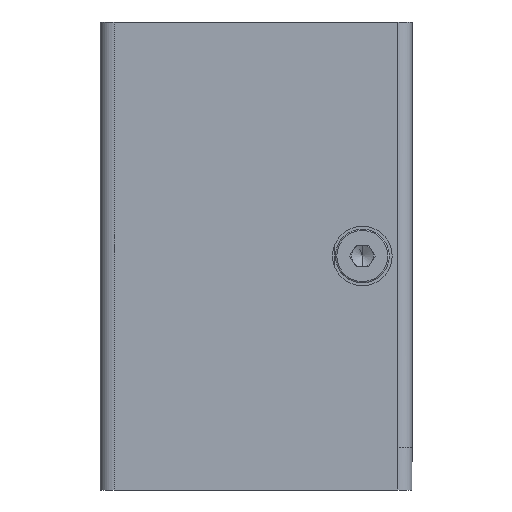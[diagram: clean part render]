
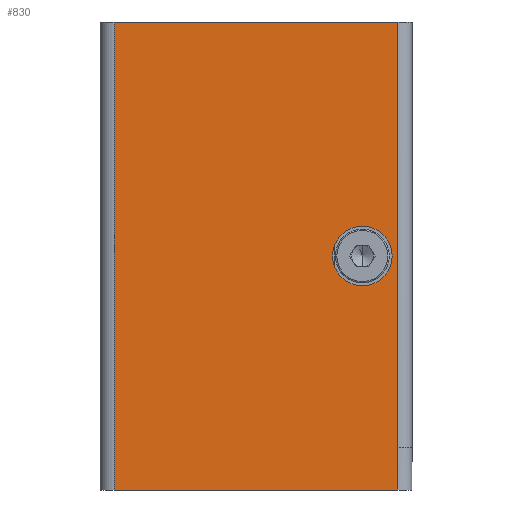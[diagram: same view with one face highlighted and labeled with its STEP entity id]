
A CAD part, left-side view. The second image highlights one B-rep face of the part: STEP entity #830.
In plain terms, the highlighted planar face has unit normal (-1, 0, 0).
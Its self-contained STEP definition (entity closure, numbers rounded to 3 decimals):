
#285 = CARTESIAN_POINT ( 'NONE',  ( -72.001, 12.578, 45.083 ) ) ;
#289 = CARTESIAN_POINT ( 'NONE',  ( -72.001, 30.077, 26.483 ) ) ;
#315 = CARTESIAN_POINT ( 'NONE',  ( -72.001, 10.077, 59.483 ) ) ;
#369 = CARTESIAN_POINT ( 'NONE',  ( -72.001, 10.079, 29.483 ) ) ;
#499 = CARTESIAN_POINT ( 'NONE',  ( -72.001, 12.578, 42.983 ) ) ;
#500 = DIRECTION ( 'NONE',  ( -1., 0., 0. ) ) ;
#501 = DIRECTION ( 'NONE',  ( 0., 0., 1. ) ) ;
#560 = DIRECTION ( 'NONE',  ( 0., -1., 0. ) ) ;
#561 = CARTESIAN_POINT ( 'NONE',  ( -72.001, 9.077, 59.483 ) ) ;
#565 = DIRECTION ( 'NONE',  ( 0., 0., -1. ) ) ;
#571 = CARTESIAN_POINT ( 'NONE',  ( -72.001, 31.077, 26.483 ) ) ;
#572 = DIRECTION ( 'NONE',  ( 0., 1., 0. ) ) ;
#575 = CARTESIAN_POINT ( 'NONE',  ( -72.001, 30.077, 56.483 ) ) ;
#581 = EDGE_CURVE ( 'NONE', #969, #1583, #1157, .T. ) ;
#592 = EDGE_CURVE ( 'NONE', #1583, #1452, #1495, .T. ) ;
#623 = EDGE_CURVE ( 'NONE', #943, #1452, #1634, .T. ) ;
#625 = EDGE_CURVE ( 'NONE', #969, #1263, #1635, .T. ) ;
#627 = EDGE_CURVE ( 'NONE', #943, #1263, #1633, .T. ) ;
#637 = EDGE_CURVE ( 'NONE', #1336, #1115, #1504, .T. ) ;
#699 = CARTESIAN_POINT ( 'NONE',  ( -72.001, 30.077, 59.483 ) ) ;
#700 = CARTESIAN_POINT ( 'NONE',  ( -72.001, 10.08, 26.483 ) ) ;
#723 = CARTESIAN_POINT ( 'NONE',  ( -72.001, 12.578, 40.883 ) ) ;
#732 = CARTESIAN_POINT ( 'NONE',  ( -72.001, 15.077, 56.483 ) ) ;
#737 = PLANE ( 'NONE',  #2233 ) ;
#739 = DIRECTION ( 'NONE',  ( -1., 0., 0. ) ) ;
#740 = DIRECTION ( 'NONE',  ( 0., -1., 0. ) ) ;
#830 = ADVANCED_FACE ( 'NONE', ( #1663, #1873 ), #737, .T. ) ;
#863 = CARTESIAN_POINT ( 'NONE',  ( -72.001, 10.08, 29.483 ) ) ;
#864 = DIRECTION ( 'NONE',  ( 0., 0., 1. ) ) ;
#895 = CARTESIAN_POINT ( 'NONE',  ( -72.001, 12.578, 42.983 ) ) ;
#896 = DIRECTION ( 'NONE',  ( -1., 0., 0. ) ) ;
#897 = DIRECTION ( 'NONE',  ( 0., 0., 1. ) ) ;
#943 = VERTEX_POINT ( 'NONE', #699 ) ;
#969 = VERTEX_POINT ( 'NONE', #700 ) ;
#1030 = ORIENTED_EDGE ( 'NONE', *, *, #625, .F. ) ;
#1034 = ORIENTED_EDGE ( 'NONE', *, *, #623, .F. ) ;
#1039 = ORIENTED_EDGE ( 'NONE', *, *, #581, .T. ) ;
#1045 = ORIENTED_EDGE ( 'NONE', *, *, #637, .F. ) ;
#1047 = ORIENTED_EDGE ( 'NONE', *, *, #592, .T. ) ;
#1055 = ORIENTED_EDGE ( 'NONE', *, *, #2169, .F. ) ;
#1065 = VECTOR ( 'NONE', #864, 1000. ) ;
#1080 = ORIENTED_EDGE ( 'NONE', *, *, #627, .T. ) ;
#1115 = VERTEX_POINT ( 'NONE', #723 ) ;
#1157 = LINE ( 'NONE', #863, #1065 ) ;
#1263 = VERTEX_POINT ( 'NONE', #289 ) ;
#1336 = VERTEX_POINT ( 'NONE', #285 ) ;
#1452 = VERTEX_POINT ( 'NONE', #315 ) ;
#1485 = EDGE_LOOP ( 'NONE', ( #1045, #1055 ) ) ;
#1495 = LINE ( 'NONE', #1687, #1530 ) ;
#1504 = CIRCLE ( 'NONE', #2126, 2.1 ) ;
#1516 = EDGE_LOOP ( 'NONE', ( #1030, #1039, #1047, #1034, #1080 ) ) ;
#1530 = VECTOR ( 'NONE', #1693, 1000. ) ;
#1583 = VERTEX_POINT ( 'NONE', #369 ) ;
#1618 = VECTOR ( 'NONE', #572, 1000. ) ;
#1621 = VECTOR ( 'NONE', #565, 1000. ) ;
#1629 = VECTOR ( 'NONE', #560, 1000. ) ;
#1633 = LINE ( 'NONE', #575, #1621 ) ;
#1634 = LINE ( 'NONE', #561, #1629 ) ;
#1635 = LINE ( 'NONE', #571, #1618 ) ;
#1663 = FACE_BOUND ( 'NONE', #1485, .T. ) ;
#1687 = CARTESIAN_POINT ( 'NONE',  ( -72.001, 10.077, 59.483 ) ) ;
#1693 = DIRECTION ( 'NONE',  ( 0., 0., 1. ) ) ;
#1873 = FACE_OUTER_BOUND ( 'NONE', #1516, .T. ) ;
#1921 = CIRCLE ( 'NONE', #2016, 2.1 ) ;
#2016 = AXIS2_PLACEMENT_3D ( 'NONE', #499, #500, #501 ) ;
#2126 = AXIS2_PLACEMENT_3D ( 'NONE', #895, #896, #897 ) ;
#2169 = EDGE_CURVE ( 'NONE', #1115, #1336, #1921, .T. ) ;
#2233 = AXIS2_PLACEMENT_3D ( 'NONE', #732, #739, #740 ) ;
